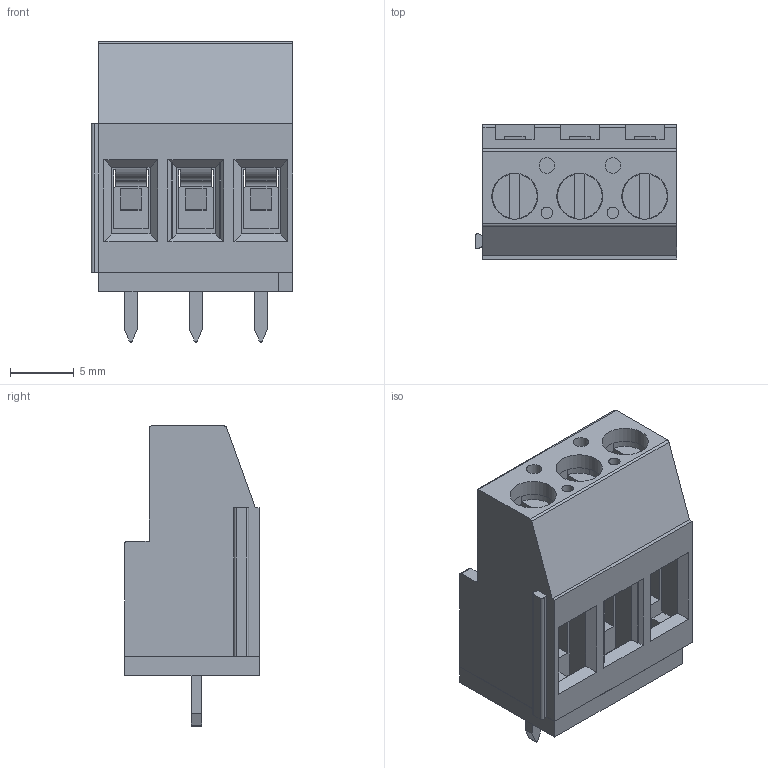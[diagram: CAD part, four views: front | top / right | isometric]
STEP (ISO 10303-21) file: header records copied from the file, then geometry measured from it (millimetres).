
FILE_DESCRIPTION(('FreeCAD Model'),'2;1');
FILE_NAME('DG129-5.08-03P-14 v3.step','2020-11-29T08:29:25',('Author'),(''), 'Open CASCADE STEP processor 7.3','FreeCAD','Unknown');
FILE_SCHEMA(('AUTOMOTIVE_DESIGN { 1 0 10303 214 1 1 1 1 }'));
Length unit declared in the file: millimetre
Products named in the file (8): DG129-5.08-03P-14_v3; CageClamp1; DG129-cage002; DG129-screw002; DG129-lead002; CageClamp2; CageClamp3; COMPOUND
Assembly tree (13 placements, depth 3):
  DG129-5.08-03P-14_v3
    CageClamp1
      DG129-cage002
      DG129-screw002
      DG129-lead002
    CageClamp2
      DG129-cage002
      DG129-lead002
      DG129-screw002
    CageClamp3
      DG129-cage002
      DG129-screw002
      DG129-lead002
    COMPOUND
Bounding box: 15.76 x 10.5 x 23.45 mm (x, y, z)
Volume: 1809.6 mm3; surface area: 4376.1 mm2
Topology: 11 solids, 11 shells, 472 faces, 2391 edges, 5552 vertices
Faces by surface type: plane 382, cylinder 81, cone 6, torus 3
Full cylindrical faces by diameter (mm): 0.8 x4, 0.9 x2, 1.2 x6, 2.2 x3, 2.5 x3, 3 x3, 3.6 x3
Entity records: 34000 total; most frequent: CARTESIAN_POINT 9709, DIRECTION 4453, LINE 3234, VECTOR 3234, ORIENTED_EDGE 1594, PCURVE 1594, DEFINITIONAL_REPRESENTATION 1594, GEOMETRIC_CURVE_SET 1219
